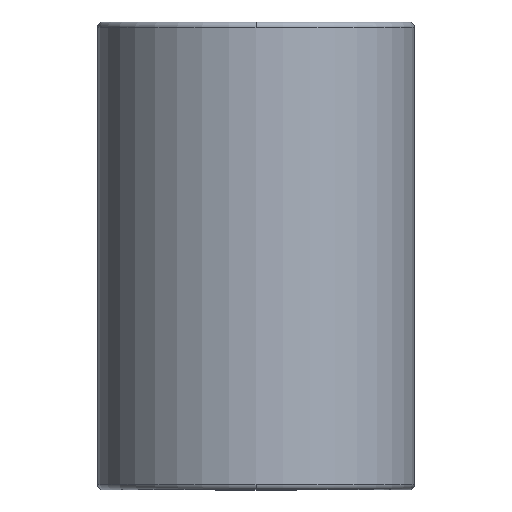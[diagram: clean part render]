
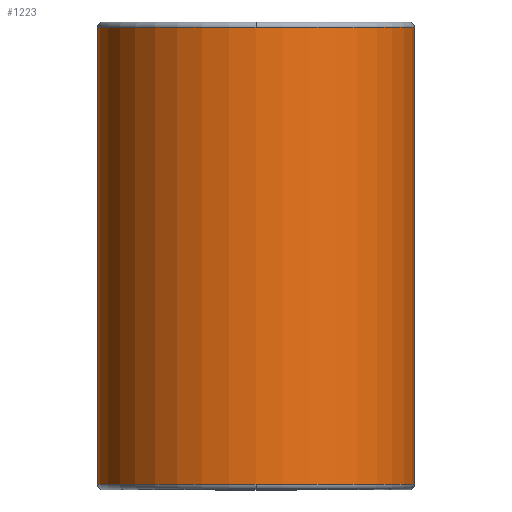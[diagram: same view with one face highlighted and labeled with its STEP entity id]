
A CAD part, top view. The second image highlights one B-rep face of the part: STEP entity #1223.
In plain terms, the highlighted cylindrical face has radius 30.5 mm (diameter 61 mm), a partial arc.
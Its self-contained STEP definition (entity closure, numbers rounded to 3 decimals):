
#2 = CARTESIAN_POINT ( 'NONE',  ( -11.124, 44., -28.399 ) ) ;
#8 = ORIENTED_EDGE ( 'NONE', *, *, #113, .T. ) ;
#87 = CARTESIAN_POINT ( 'NONE',  ( 0., 44., 0. ) ) ;
#103 = CARTESIAN_POINT ( 'NONE',  ( 0., 45., 0. ) ) ;
#113 = EDGE_CURVE ( 'NONE', #435, #637, #535, .T. ) ;
#118 = DIRECTION ( 'NONE',  ( 0., 1., 0. ) ) ;
#122 = CIRCLE ( 'NONE', #915, 30.5 ) ;
#124 = CARTESIAN_POINT ( 'NONE',  ( -11.124, -44., -28.399 ) ) ;
#202 = DIRECTION ( 'NONE',  ( 0., -1., 0. ) ) ;
#224 = DIRECTION ( 'NONE',  ( 0., 1., 0. ) ) ;
#246 = CARTESIAN_POINT ( 'NONE',  ( 0., -44., 0. ) ) ;
#354 = CIRCLE ( 'NONE', #771, 30.5 ) ;
#357 = DIRECTION ( 'NONE',  ( 0., 1., 0. ) ) ;
#382 = EDGE_CURVE ( 'NONE', #579, #435, #354, .T. ) ;
#389 = VECTOR ( 'NONE', #118, 1000. ) ;
#411 = FACE_OUTER_BOUND ( 'NONE', #673, .T. ) ;
#414 = CARTESIAN_POINT ( 'NONE',  ( 0., 44., 0. ) ) ;
#435 = VERTEX_POINT ( 'NONE', #1182 ) ;
#464 = CARTESIAN_POINT ( 'NONE',  ( 0., -44., 0. ) ) ;
#475 = VERTEX_POINT ( 'NONE', #1062 ) ;
#534 = AXIS2_PLACEMENT_3D ( 'NONE', #103, #202, #1248 ) ;
#535 = CIRCLE ( 'NONE', #1163, 30.5 ) ;
#540 = DIRECTION ( 'NONE',  ( 0., 0., 1. ) ) ;
#558 = DIRECTION ( 'NONE',  ( 0., 0., 1. ) ) ;
#579 = VERTEX_POINT ( 'NONE', #124 ) ;
#637 = VERTEX_POINT ( 'NONE', #755 ) ;
#645 = EDGE_CURVE ( 'NONE', #1375, #475, #122, .T. ) ;
#673 = EDGE_LOOP ( 'NONE', ( #1312, #1466, #1396, #1144, #931, #8 ) ) ;
#755 = CARTESIAN_POINT ( 'NONE',  ( 11.124, -44., -28.399 ) ) ;
#768 = DIRECTION ( 'NONE',  ( 0., 0., 1. ) ) ;
#771 = AXIS2_PLACEMENT_3D ( 'NONE', #464, #224, #558 ) ;
#801 = CYLINDRICAL_SURFACE ( 'NONE', #534, 30.5 ) ;
#825 = DIRECTION ( 'NONE',  ( 0., 0., 1. ) ) ;
#884 = AXIS2_PLACEMENT_3D ( 'NONE', #414, #1014, #768 ) ;
#915 = AXIS2_PLACEMENT_3D ( 'NONE', #87, #1441, #540 ) ;
#920 = LINE ( 'NONE', #1493, #389 ) ;
#931 = ORIENTED_EDGE ( 'NONE', *, *, #382, .T. ) ;
#933 = DIRECTION ( 'NONE',  ( 0., -1., 0. ) ) ;
#964 = VERTEX_POINT ( 'NONE', #2 ) ;
#1014 = DIRECTION ( 'NONE',  ( 0., -1., 0. ) ) ;
#1038 = CARTESIAN_POINT ( 'NONE',  ( -11.124, 45., -28.399 ) ) ;
#1062 = CARTESIAN_POINT ( 'NONE',  ( 0., 44., 30.5 ) ) ;
#1144 = ORIENTED_EDGE ( 'NONE', *, *, #1420, .T. ) ;
#1163 = AXIS2_PLACEMENT_3D ( 'NONE', #246, #357, #825 ) ;
#1182 = CARTESIAN_POINT ( 'NONE',  ( 0., -44., 30.5 ) ) ;
#1191 = EDGE_CURVE ( 'NONE', #475, #964, #1353, .T. ) ;
#1223 = ADVANCED_FACE ( 'NONE', ( #411 ), #801, .T. ) ;
#1248 = DIRECTION ( 'NONE',  ( 0., 0., -1. ) ) ;
#1280 = VECTOR ( 'NONE', #933, 1000. ) ;
#1312 = ORIENTED_EDGE ( 'NONE', *, *, #1400, .T. ) ;
#1342 = LINE ( 'NONE', #1038, #1280 ) ;
#1353 = CIRCLE ( 'NONE', #884, 30.5 ) ;
#1375 = VERTEX_POINT ( 'NONE', #1489 ) ;
#1396 = ORIENTED_EDGE ( 'NONE', *, *, #1191, .T. ) ;
#1400 = EDGE_CURVE ( 'NONE', #637, #1375, #920, .T. ) ;
#1420 = EDGE_CURVE ( 'NONE', #964, #579, #1342, .T. ) ;
#1441 = DIRECTION ( 'NONE',  ( 0., -1., 0. ) ) ;
#1466 = ORIENTED_EDGE ( 'NONE', *, *, #645, .T. ) ;
#1489 = CARTESIAN_POINT ( 'NONE',  ( 11.124, 44., -28.399 ) ) ;
#1493 = CARTESIAN_POINT ( 'NONE',  ( 11.124, 45., -28.399 ) ) ;
